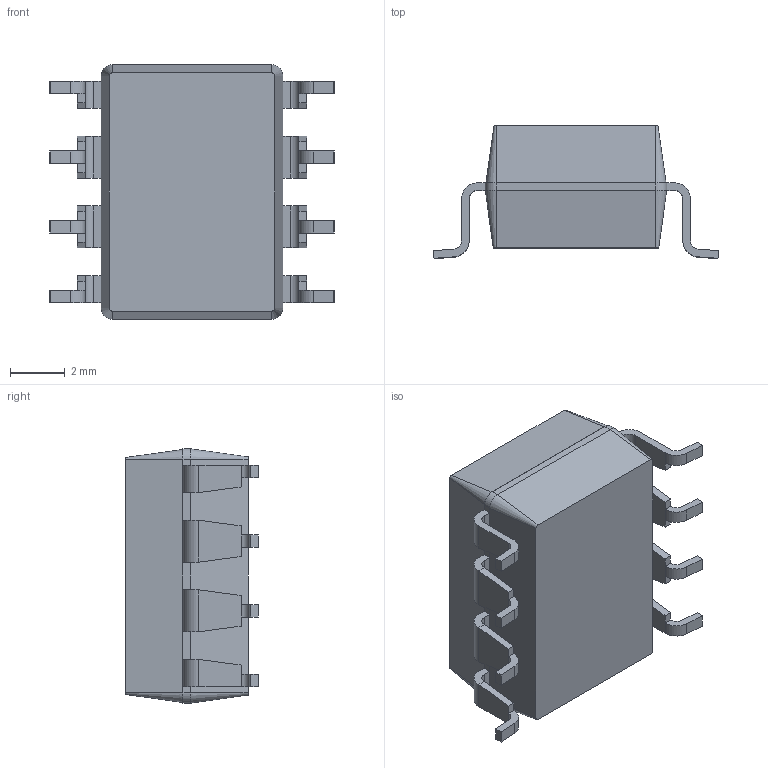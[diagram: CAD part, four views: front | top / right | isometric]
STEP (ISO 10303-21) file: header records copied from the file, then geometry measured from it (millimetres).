
FILE_DESCRIPTION (( 'STEP AP214' ), '1' );
FILE_NAME ('DUB8.STEP', '2020-08-27T22:26:17', ( '' ), ( '' ), 'SwSTEP 2.0', 'SolidWorks 2017', '' );
FILE_SCHEMA (( 'AUTOMOTIVE_DESIGN' ));
Length unit declared in the file: millimetre
Products named in the file (1): DUB8
Bounding box: 10.4 x 4.85 x 9.29 mm (x, y, z)
Volume: 261.2 mm3; surface area: 324.1 mm2
Topology: 10 solids, 10 shells, 185 faces, 457 edges, 294 vertices
Faces by surface type: plane 135, cylinder 42, cone 8
Entity records: 5526 total; most frequent: CARTESIAN_POINT 943, DIRECTION 923, ORIENTED_EDGE 914, EDGE_CURVE 457, LINE 359, VECTOR 359, VERTEX_POINT 294, AXIS2_PLACEMENT_3D 282
